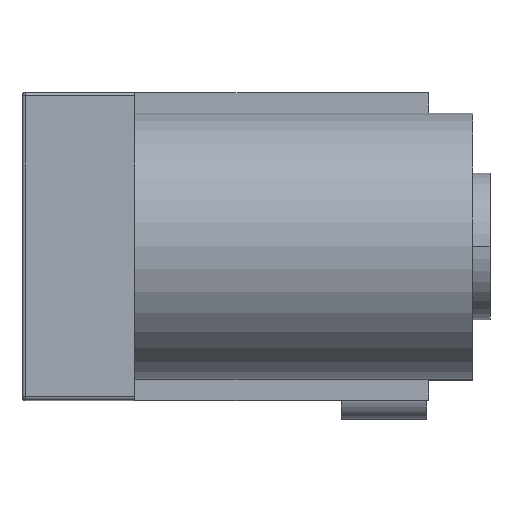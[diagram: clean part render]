
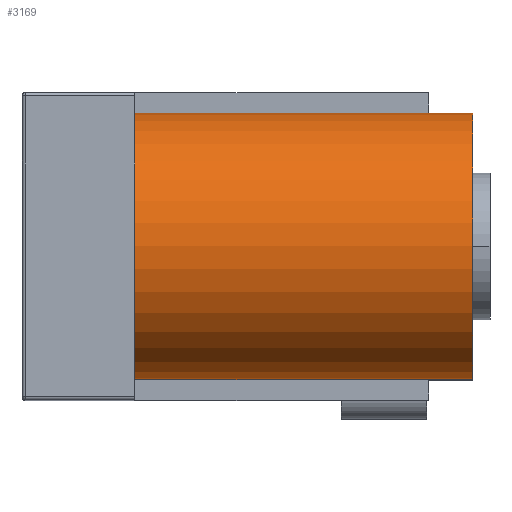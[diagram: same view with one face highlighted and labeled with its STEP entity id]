
A CAD part, top view. The second image highlights one B-rep face of the part: STEP entity #3169.
In plain terms, the highlighted cylindrical face has radius 3.9 mm (diameter 7.8 mm), a partial arc.
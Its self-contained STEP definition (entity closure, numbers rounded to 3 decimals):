
#1869 = PLANE('',#1870);
#1870 = AXIS2_PLACEMENT_3D('',#1871,#1872,#1873);
#1871 = CARTESIAN_POINT('',(0.,0.,0.));
#1872 = DIRECTION('',(1.,0.,0.));
#1873 = DIRECTION('',(0.,0.,-1.));
#2408 = PLANE('',#2409);
#2409 = AXIS2_PLACEMENT_3D('',#2410,#2411,#2412);
#2410 = CARTESIAN_POINT('',(-9.9,3.9,0.));
#2411 = DIRECTION('',(0.,1.,0.));
#2412 = DIRECTION('',(0.,0.,1.));
#2505 = PLANE('',#2506);
#2506 = AXIS2_PLACEMENT_3D('',#2507,#2508,#2509);
#2507 = CARTESIAN_POINT('',(-9.9,-3.9,0.));
#2508 = DIRECTION('',(0.,-1.,0.));
#2509 = DIRECTION('',(0.,0.,-1.));
#2786 = VERTEX_POINT('',#2787);
#2787 = CARTESIAN_POINT('',(-1.3,3.9,0.));
#2808 = EDGE_CURVE('',#2786,#2809,#2811,.T.);
#2809 = VERTEX_POINT('',#2810);
#2810 = CARTESIAN_POINT('',(0.,3.9,0.));
#2811 = SURFACE_CURVE('',#2812,(#2816,#2823),.PCURVE_S1.);
#2812 = LINE('',#2813,#2814);
#2813 = CARTESIAN_POINT('',(-9.9,3.9,0.));
#2814 = VECTOR('',#2815,1.);
#2815 = DIRECTION('',(1.,0.,0.));
#2816 = PCURVE('',#2408,#2817);
#2817 = DEFINITIONAL_REPRESENTATION('',(#2818),#2822);
#2818 = LINE('',#2819,#2820);
#2819 = CARTESIAN_POINT('',(0.,0.));
#2820 = VECTOR('',#2821,1.);
#2821 = DIRECTION('',(0.,1.));
#2822 = ( GEOMETRIC_REPRESENTATION_CONTEXT(2) 
PARAMETRIC_REPRESENTATION_CONTEXT() REPRESENTATION_CONTEXT('2D SPACE',''
  ) );
#2823 = PCURVE('',#2824,#2829);
#2824 = CYLINDRICAL_SURFACE('',#2825,3.9);
#2825 = AXIS2_PLACEMENT_3D('',#2826,#2827,#2828);
#2826 = CARTESIAN_POINT('',(-9.9,0.,0.));
#2827 = DIRECTION('',(1.,0.,0.));
#2828 = DIRECTION('',(0.,0.,-1.));
#2829 = DEFINITIONAL_REPRESENTATION('',(#2830),#2834);
#2830 = LINE('',#2831,#2832);
#2831 = CARTESIAN_POINT('',(1.571,0.));
#2832 = VECTOR('',#2833,1.);
#2833 = DIRECTION('',(0.,1.));
#2834 = ( GEOMETRIC_REPRESENTATION_CONTEXT(2) 
PARAMETRIC_REPRESENTATION_CONTEXT() REPRESENTATION_CONTEXT('2D SPACE',''
  ) );
#2860 = EDGE_CURVE('',#2861,#2863,#2865,.T.);
#2861 = VERTEX_POINT('',#2862);
#2862 = CARTESIAN_POINT('',(-1.3,-3.9,0.));
#2863 = VERTEX_POINT('',#2864);
#2864 = CARTESIAN_POINT('',(0.,-3.9,0.));
#2865 = SURFACE_CURVE('',#2866,(#2870,#2877),.PCURVE_S1.);
#2866 = LINE('',#2867,#2868);
#2867 = CARTESIAN_POINT('',(-9.9,-3.9,0.));
#2868 = VECTOR('',#2869,1.);
#2869 = DIRECTION('',(1.,0.,0.));
#2870 = PCURVE('',#2505,#2871);
#2871 = DEFINITIONAL_REPRESENTATION('',(#2872),#2876);
#2872 = LINE('',#2873,#2874);
#2873 = CARTESIAN_POINT('',(0.,0.));
#2874 = VECTOR('',#2875,1.);
#2875 = DIRECTION('',(0.,1.));
#2876 = ( GEOMETRIC_REPRESENTATION_CONTEXT(2) 
PARAMETRIC_REPRESENTATION_CONTEXT() REPRESENTATION_CONTEXT('2D SPACE',''
  ) );
#2877 = PCURVE('',#2824,#2878);
#2878 = DEFINITIONAL_REPRESENTATION('',(#2879),#2883);
#2879 = LINE('',#2880,#2881);
#2880 = CARTESIAN_POINT('',(4.712,0.));
#2881 = VECTOR('',#2882,1.);
#2882 = DIRECTION('',(0.,1.));
#2883 = ( GEOMETRIC_REPRESENTATION_CONTEXT(2) 
PARAMETRIC_REPRESENTATION_CONTEXT() REPRESENTATION_CONTEXT('2D SPACE',''
  ) );
#2942 = PLANE('',#2943);
#2943 = AXIS2_PLACEMENT_3D('',#2944,#2945,#2946);
#2944 = CARTESIAN_POINT('',(-9.9,0.,0.));
#2945 = DIRECTION('',(-1.,0.,0.));
#2946 = DIRECTION('',(0.,0.,1.));
#3028 = VERTEX_POINT('',#3029);
#3029 = CARTESIAN_POINT('',(-9.9,-3.9,0.));
#3043 = PLANE('',#3044);
#3044 = AXIS2_PLACEMENT_3D('',#3045,#3046,#3047);
#3045 = CARTESIAN_POINT('',(-1.3,4.5,0.));
#3046 = DIRECTION('',(0.,0.,-1.));
#3047 = DIRECTION('',(-1.,0.,0.));
#3055 = EDGE_CURVE('',#3056,#3028,#3058,.T.);
#3056 = VERTEX_POINT('',#3057);
#3057 = CARTESIAN_POINT('',(-9.9,3.9,0.));
#3058 = SURFACE_CURVE('',#3059,(#3064,#3075),.PCURVE_S1.);
#3059 = CIRCLE('',#3060,3.9);
#3060 = AXIS2_PLACEMENT_3D('',#3061,#3062,#3063);
#3061 = CARTESIAN_POINT('',(-9.9,0.,0.));
#3062 = DIRECTION('',(1.,-0.,0.));
#3063 = DIRECTION('',(0.,0.,-1.));
#3064 = PCURVE('',#2942,#3065);
#3065 = DEFINITIONAL_REPRESENTATION('',(#3066),#3074);
#3066 = ( BOUNDED_CURVE() B_SPLINE_CURVE(2,(#3067,#3068,#3069,#3070,
#3071,#3072,#3073),.UNSPECIFIED.,.T.,.F.) B_SPLINE_CURVE_WITH_KNOTS((1,2
    ,2,2,2,1),(-2.094,0.,2.094,4.189,
6.283,8.378),.UNSPECIFIED.) CURVE() 
GEOMETRIC_REPRESENTATION_ITEM() RATIONAL_B_SPLINE_CURVE((1.,0.5,1.,0.5,
1.,0.5,1.)) REPRESENTATION_ITEM('') );
#3067 = CARTESIAN_POINT('',(-3.9,0.));
#3068 = CARTESIAN_POINT('',(-3.9,6.755));
#3069 = CARTESIAN_POINT('',(1.95,3.377));
#3070 = CARTESIAN_POINT('',(7.8,0.));
#3071 = CARTESIAN_POINT('',(1.95,-3.377));
#3072 = CARTESIAN_POINT('',(-3.9,-6.755));
#3073 = CARTESIAN_POINT('',(-3.9,0.));
#3074 = ( GEOMETRIC_REPRESENTATION_CONTEXT(2) 
PARAMETRIC_REPRESENTATION_CONTEXT() REPRESENTATION_CONTEXT('2D SPACE',''
  ) );
#3075 = PCURVE('',#2824,#3076);
#3076 = DEFINITIONAL_REPRESENTATION('',(#3077),#3081);
#3077 = LINE('',#3078,#3079);
#3078 = CARTESIAN_POINT('',(0.,0.));
#3079 = VECTOR('',#3080,1.);
#3080 = DIRECTION('',(1.,0.));
#3081 = ( GEOMETRIC_REPRESENTATION_CONTEXT(2) 
PARAMETRIC_REPRESENTATION_CONTEXT() REPRESENTATION_CONTEXT('2D SPACE',''
  ) );
#3099 = PLANE('',#3100);
#3100 = AXIS2_PLACEMENT_3D('',#3101,#3102,#3103);
#3101 = CARTESIAN_POINT('',(-1.3,4.5,0.));
#3102 = DIRECTION('',(0.,0.,-1.));
#3103 = DIRECTION('',(-1.,0.,0.));
#3169 = ADVANCED_FACE('',(#3170),#2824,.T.);
#3170 = FACE_BOUND('',#3171,.T.);
#3171 = EDGE_LOOP('',(#3172,#3194,#3195,#3216,#3217,#3238));
#3172 = ORIENTED_EDGE('',*,*,#3173,.F.);
#3173 = EDGE_CURVE('',#2809,#2863,#3174,.T.);
#3174 = SURFACE_CURVE('',#3175,(#3180,#3187),.PCURVE_S1.);
#3175 = CIRCLE('',#3176,3.9);
#3176 = AXIS2_PLACEMENT_3D('',#3177,#3178,#3179);
#3177 = CARTESIAN_POINT('',(0.,0.,0.));
#3178 = DIRECTION('',(1.,-0.,0.));
#3179 = DIRECTION('',(0.,0.,-1.));
#3180 = PCURVE('',#2824,#3181);
#3181 = DEFINITIONAL_REPRESENTATION('',(#3182),#3186);
#3182 = LINE('',#3183,#3184);
#3183 = CARTESIAN_POINT('',(0.,9.9));
#3184 = VECTOR('',#3185,1.);
#3185 = DIRECTION('',(1.,0.));
#3186 = ( GEOMETRIC_REPRESENTATION_CONTEXT(2) 
PARAMETRIC_REPRESENTATION_CONTEXT() REPRESENTATION_CONTEXT('2D SPACE',''
  ) );
#3187 = PCURVE('',#1869,#3188);
#3188 = DEFINITIONAL_REPRESENTATION('',(#3189),#3193);
#3189 = CIRCLE('',#3190,3.9);
#3190 = AXIS2_PLACEMENT_2D('',#3191,#3192);
#3191 = CARTESIAN_POINT('',(0.,0.));
#3192 = DIRECTION('',(1.,0.));
#3193 = ( GEOMETRIC_REPRESENTATION_CONTEXT(2) 
PARAMETRIC_REPRESENTATION_CONTEXT() REPRESENTATION_CONTEXT('2D SPACE',''
  ) );
#3194 = ORIENTED_EDGE('',*,*,#2808,.F.);
#3195 = ORIENTED_EDGE('',*,*,#3196,.F.);
#3196 = EDGE_CURVE('',#3056,#2786,#3197,.T.);
#3197 = SURFACE_CURVE('',#3198,(#3202,#3209),.PCURVE_S1.);
#3198 = LINE('',#3199,#3200);
#3199 = CARTESIAN_POINT('',(-9.9,3.9,0.));
#3200 = VECTOR('',#3201,1.);
#3201 = DIRECTION('',(1.,0.,0.));
#3202 = PCURVE('',#2824,#3203);
#3203 = DEFINITIONAL_REPRESENTATION('',(#3204),#3208);
#3204 = LINE('',#3205,#3206);
#3205 = CARTESIAN_POINT('',(1.571,0.));
#3206 = VECTOR('',#3207,1.);
#3207 = DIRECTION('',(0.,1.));
#3208 = ( GEOMETRIC_REPRESENTATION_CONTEXT(2) 
PARAMETRIC_REPRESENTATION_CONTEXT() REPRESENTATION_CONTEXT('2D SPACE',''
  ) );
#3209 = PCURVE('',#3099,#3210);
#3210 = DEFINITIONAL_REPRESENTATION('',(#3211),#3215);
#3211 = LINE('',#3212,#3213);
#3212 = CARTESIAN_POINT('',(8.6,-0.6));
#3213 = VECTOR('',#3214,1.);
#3214 = DIRECTION('',(-1.,0.));
#3215 = ( GEOMETRIC_REPRESENTATION_CONTEXT(2) 
PARAMETRIC_REPRESENTATION_CONTEXT() REPRESENTATION_CONTEXT('2D SPACE',''
  ) );
#3216 = ORIENTED_EDGE('',*,*,#3055,.T.);
#3217 = ORIENTED_EDGE('',*,*,#3218,.T.);
#3218 = EDGE_CURVE('',#3028,#2861,#3219,.T.);
#3219 = SURFACE_CURVE('',#3220,(#3224,#3231),.PCURVE_S1.);
#3220 = LINE('',#3221,#3222);
#3221 = CARTESIAN_POINT('',(-9.9,-3.9,0.));
#3222 = VECTOR('',#3223,1.);
#3223 = DIRECTION('',(1.,0.,0.));
#3224 = PCURVE('',#2824,#3225);
#3225 = DEFINITIONAL_REPRESENTATION('',(#3226),#3230);
#3226 = LINE('',#3227,#3228);
#3227 = CARTESIAN_POINT('',(4.712,0.));
#3228 = VECTOR('',#3229,1.);
#3229 = DIRECTION('',(0.,1.));
#3230 = ( GEOMETRIC_REPRESENTATION_CONTEXT(2) 
PARAMETRIC_REPRESENTATION_CONTEXT() REPRESENTATION_CONTEXT('2D SPACE',''
  ) );
#3231 = PCURVE('',#3043,#3232);
#3232 = DEFINITIONAL_REPRESENTATION('',(#3233),#3237);
#3233 = LINE('',#3234,#3235);
#3234 = CARTESIAN_POINT('',(8.6,-8.4));
#3235 = VECTOR('',#3236,1.);
#3236 = DIRECTION('',(-1.,0.));
#3237 = ( GEOMETRIC_REPRESENTATION_CONTEXT(2) 
PARAMETRIC_REPRESENTATION_CONTEXT() REPRESENTATION_CONTEXT('2D SPACE',''
  ) );
#3238 = ORIENTED_EDGE('',*,*,#2860,.T.);
